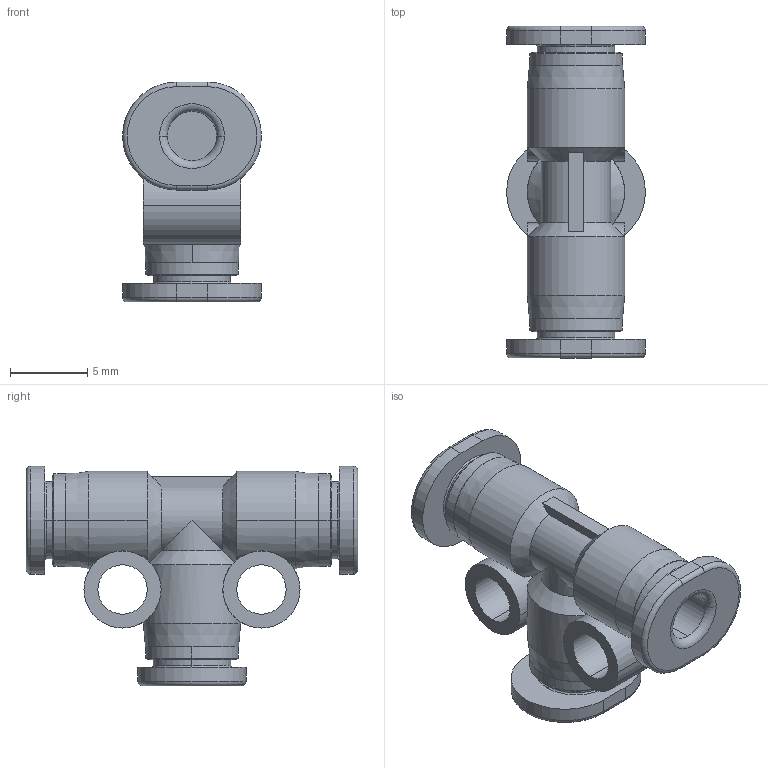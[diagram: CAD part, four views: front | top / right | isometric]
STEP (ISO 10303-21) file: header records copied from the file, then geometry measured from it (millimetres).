
FILE_DESCRIPTION((''),'2;1');
FILE_NAME('PUT03C-mdt.stp','2017-07-24T17:03:01',(''),(''),'Mechanical Desktop 2009','Mechanical Desktop 2009',', , ');
FILE_SCHEMA(('CONFIG_CONTROL_DESIGN'));
Length unit declared in the file: millimetre
Products named in the file (3): PUT03C-MDTA; PUT03C-MDT; COLLAR-L03C
Assembly tree (3 placements, depth 2):
  PUT03C-MDTA
    PUT03C-MDT
    COLLAR-L03C  x2
Bounding box: 9 x 21.5 x 14.25 mm (x, y, z)
Volume: 792.8 mm3; surface area: 1343.6 mm2
Topology: 1 solids, 1 shells, 110 faces, 254 edges, 158 vertices
Faces by surface type: cylinder 48, plane 28, cone 16, torus 12, bspline 6
Entity records: 3748 total; most frequent: CARTESIAN_POINT 1069, DIRECTION 588, ORIENTED_EDGE 508, AXIS2_PLACEMENT_3D 254, EDGE_CURVE 254, VERTEX_POINT 158, CIRCLE 142, EDGE_LOOP 126
